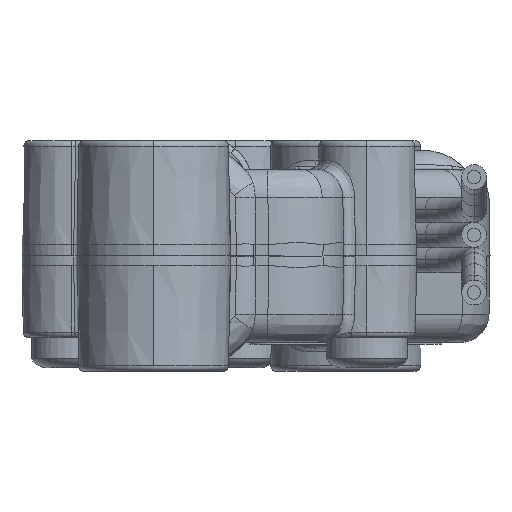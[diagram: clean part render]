
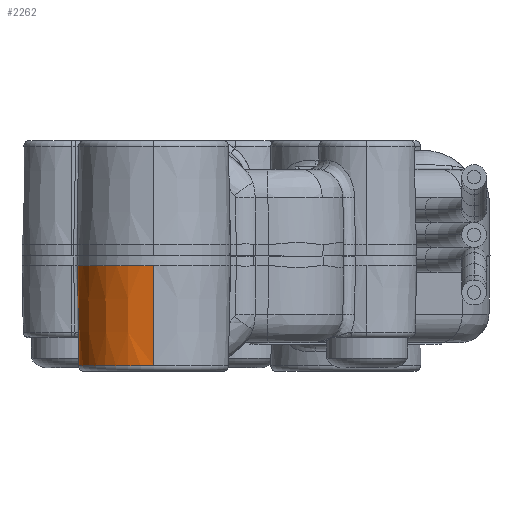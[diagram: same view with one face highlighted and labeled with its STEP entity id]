
A CAD part, front view. The second image highlights one B-rep face of the part: STEP entity #2262.
In plain terms, the highlighted conical face has half-angle 1 degrees and reference radius 4 mm.
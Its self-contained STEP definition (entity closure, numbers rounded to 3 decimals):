
#682 = CARTESIAN_POINT ( 'NONE',  ( -3.603, -18.441, -4.25 ) ) ;
#809 = VERTEX_POINT ( 'NONE', #5923 ) ;
#1062 = CIRCLE ( 'NONE', #6253, 3.9 ) ;
#1158 = AXIS2_PLACEMENT_3D ( 'NONE', #38526, #32251, #26564 ) ;
#2109 = EDGE_CURVE ( 'NONE', #25139, #4743, #39310, .T. ) ;
#2117 = CARTESIAN_POINT ( 'NONE',  ( -3.474, -18.208, -5.22 ) ) ;
#2262 = ADVANCED_FACE ( 'NONE', ( #18429 ), #39249, .T. ) ;
#2467 = ORIENTED_EDGE ( 'NONE', *, *, #21314, .T. ) ;
#2555 = DIRECTION ( 'NONE',  ( 0., 0., 1. ) ) ;
#2953 = CARTESIAN_POINT ( 'NONE',  ( 0., -24., 0. ) ) ;
#3541 = CARTESIAN_POINT ( 'NONE',  ( -3.603, -18.441, -4.25 ) ) ;
#3890 = EDGE_CURVE ( 'NONE', #26432, #25139, #17916, .T. ) ;
#4294 = CARTESIAN_POINT ( 'NONE',  ( 0., -20., -4.25 ) ) ;
#4655 = CARTESIAN_POINT ( 'NONE',  ( -3.855, -18.967, -0.5 ) ) ;
#4743 = VERTEX_POINT ( 'NONE', #4655 ) ;
#5516 = DIRECTION ( 'NONE',  ( 0., 0., 1. ) ) ;
#5679 = CARTESIAN_POINT ( 'NONE',  ( -3.486, -18.195, -4.25 ) ) ;
#5779 = B_SPLINE_CURVE_WITH_KNOTS ( 'NONE', 3,
 ( #10207, #9996, #9619, #13442, #28219, #682 ),
 .UNSPECIFIED., .F., .F.,
 ( 4, 2, 4 ),
 ( 0., 0., 0.001 ),
 .UNSPECIFIED. ) ;
#5923 = CARTESIAN_POINT ( 'NONE',  ( -3.9, -20., -5.705 ) ) ;
#6253 = AXIS2_PLACEMENT_3D ( 'NONE', #30469, #2555, #12274 ) ;
#9619 = CARTESIAN_POINT ( 'NONE',  ( -3.734, -18.775, -4.099 ) ) ;
#9959 = ORIENTED_EDGE ( 'NONE', *, *, #3890, .T. ) ;
#9996 = CARTESIAN_POINT ( 'NONE',  ( -3.756, -18.842, -4.027 ) ) ;
#10207 = CARTESIAN_POINT ( 'NONE',  ( -3.776, -18.908, -3.955 ) ) ;
#10323 = CARTESIAN_POINT ( 'NONE',  ( -3.803, -18.928, -2.804 ) ) ;
#10812 = AXIS2_PLACEMENT_3D ( 'NONE', #12369, #5516, #14599 ) ;
#11238 = CIRCLE ( 'NONE', #35151, 3.9 ) ;
#11595 = ORIENTED_EDGE ( 'NONE', *, *, #12154, .T. ) ;
#12154 = EDGE_CURVE ( 'NONE', #4743, #22801, #36630, .T. ) ;
#12274 = DIRECTION ( 'NONE',  ( 0., -1., 0. ) ) ;
#12369 = CARTESIAN_POINT ( 'NONE',  ( 0., -20., 0. ) ) ;
#12953 = CARTESIAN_POINT ( 'NONE',  ( -3.855, -18.967, -0.5 ) ) ;
#13442 = CARTESIAN_POINT ( 'NONE',  ( -3.678, -18.622, -4.21 ) ) ;
#13547 = CARTESIAN_POINT ( 'NONE',  ( -3.468, -18.215, -5.705 ) ) ;
#14419 = ORIENTED_EDGE ( 'NONE', *, *, #30223, .T. ) ;
#14513 = CARTESIAN_POINT ( 'NONE',  ( -3.776, -18.908, -3.955 ) ) ;
#14599 = DIRECTION ( 'NONE',  ( 0., -1., 0. ) ) ;
#15668 = VERTEX_POINT ( 'NONE', #5679 ) ;
#16426 = DIRECTION ( 'NONE',  ( 0., 0., -1. ) ) ;
#17524 = EDGE_LOOP ( 'NONE', ( #14419, #27273, #9959, #32797, #11595, #20485, #22233, #2467 ) ) ;
#17666 = CARTESIAN_POINT ( 'NONE',  ( -3.48, -18.201, -4.735 ) ) ;
#17916 = LINE ( 'NONE', #2953, #38500 ) ;
#18429 = FACE_OUTER_BOUND ( 'NONE', #17524, .T. ) ;
#18570 = DIRECTION ( 'NONE',  ( 0., -1., 0. ) ) ;
#19006 = CARTESIAN_POINT ( 'NONE',  ( -3.776, -18.908, -3.955 ) ) ;
#19473 = VERTEX_POINT ( 'NONE', #13547 ) ;
#20485 = ORIENTED_EDGE ( 'NONE', *, *, #25199, .T. ) ;
#21314 = EDGE_CURVE ( 'NONE', #15668, #19473, #23475, .T. ) ;
#21801 = DIRECTION ( 'NONE',  ( 0., 0., 1. ) ) ;
#22233 = ORIENTED_EDGE ( 'NONE', *, *, #27115, .T. ) ;
#22801 = VERTEX_POINT ( 'NONE', #14513 ) ;
#23475 = B_SPLINE_CURVE_WITH_KNOTS ( 'NONE', 3,
 ( #23969, #17666, #2117, #39556 ),
 .UNSPECIFIED., .F., .F.,
 ( 4, 4 ),
 ( 0., 0.001 ),
 .UNSPECIFIED. ) ;
#23969 = CARTESIAN_POINT ( 'NONE',  ( -3.486, -18.195, -4.25 ) ) ;
#24567 = CARTESIAN_POINT ( 'NONE',  ( 0., -23.9, -5.705 ) ) ;
#25139 = VERTEX_POINT ( 'NONE', #33888 ) ;
#25199 = EDGE_CURVE ( 'NONE', #22801, #28157, #5779, .T. ) ;
#26432 = VERTEX_POINT ( 'NONE', #24567 ) ;
#26564 = DIRECTION ( 'NONE',  ( 0., 1., 0. ) ) ;
#27115 = EDGE_CURVE ( 'NONE', #28157, #15668, #27530, .T. ) ;
#27273 = ORIENTED_EDGE ( 'NONE', *, *, #27975, .T. ) ;
#27530 = CIRCLE ( 'NONE', #32071, 3.926 ) ;
#27975 = EDGE_CURVE ( 'NONE', #809, #26432, #1062, .T. ) ;
#28157 = VERTEX_POINT ( 'NONE', #3541 ) ;
#28219 = CARTESIAN_POINT ( 'NONE',  ( -3.643, -18.534, -4.25 ) ) ;
#28291 = CARTESIAN_POINT ( 'NONE',  ( 0., -20., -5.705 ) ) ;
#30223 = EDGE_CURVE ( 'NONE', #19473, #809, #11238, .T. ) ;
#30469 = CARTESIAN_POINT ( 'NONE',  ( 0., -20., -5.705 ) ) ;
#31577 = CARTESIAN_POINT ( 'NONE',  ( -3.829, -18.948, -1.652 ) ) ;
#32071 = AXIS2_PLACEMENT_3D ( 'NONE', #4294, #16426, #38120 ) ;
#32251 = DIRECTION ( 'NONE',  ( 0., 0., -1. ) ) ;
#32797 = ORIENTED_EDGE ( 'NONE', *, *, #2109, .T. ) ;
#33888 = CARTESIAN_POINT ( 'NONE',  ( 0., -23.991, -0.5 ) ) ;
#35151 = AXIS2_PLACEMENT_3D ( 'NONE', #28291, #21801, #18570 ) ;
#36630 = B_SPLINE_CURVE_WITH_KNOTS ( 'NONE', 3,
 ( #12953, #31577, #10323, #19006 ),
 .UNSPECIFIED., .F., .F.,
 ( 4, 4 ),
 ( 0.032, 0.035 ),
 .UNSPECIFIED. ) ;
#36972 = DIRECTION ( 'NONE',  ( 0., -0.017, 1. ) ) ;
#38120 = DIRECTION ( 'NONE',  ( 0., -1., 0. ) ) ;
#38500 = VECTOR ( 'NONE', #36972, 1000. ) ;
#38526 = CARTESIAN_POINT ( 'NONE',  ( 0., -20., -0.5 ) ) ;
#39249 = CONICAL_SURFACE ( 'NONE', #10812, 4., 0.017 ) ;
#39310 = CIRCLE ( 'NONE', #1158, 3.991 ) ;
#39556 = CARTESIAN_POINT ( 'NONE',  ( -3.468, -18.215, -5.705 ) ) ;
